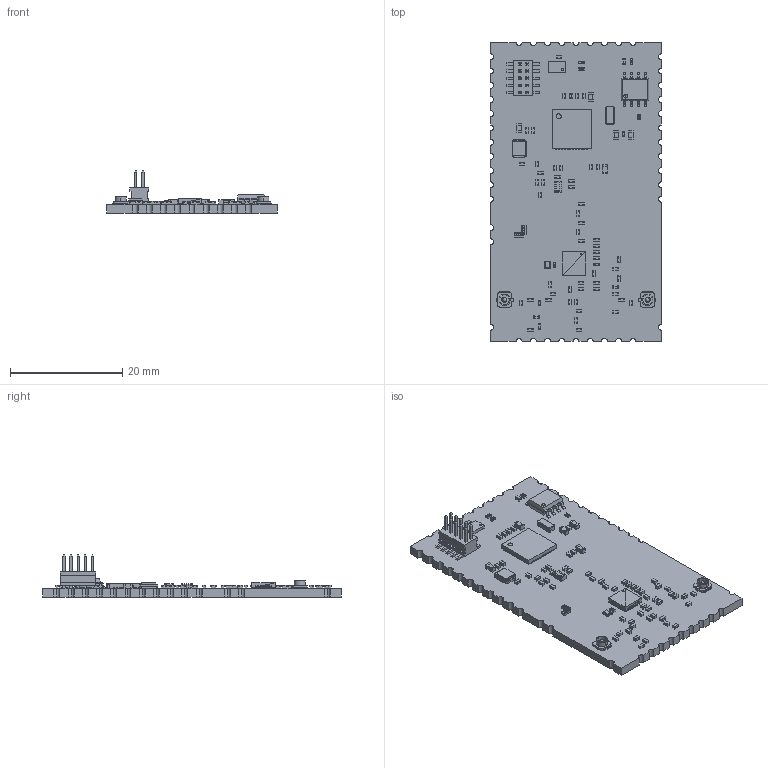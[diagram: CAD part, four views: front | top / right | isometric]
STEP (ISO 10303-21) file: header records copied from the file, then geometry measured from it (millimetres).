
FILE_DESCRIPTION(('Open CASCADE Model'),'2;1');
FILE_NAME('Open CASCADE Shape Model','2021-09-28T08:16:22',('Author'),( 'Open CASCADE'),'Open CASCADE STEP processor 6.8','Open CASCADE 6.8' ,'Unknown');
FILE_SCHEMA(('AUTOMOTIVE_DESIGN { 1 0 10303 214 1 1 1 1 }'));
Length unit declared in the file: millimetre
Products named in the file (118): PCB; Board; Open CASCADE STEP translator 6.8 4.1.1; Open CASCADE STEP translator 6.8 4.1.1.1; C17; 0402_cap; L4; FER_0402; L18; C47; R7; 0402_resistor; FLT1; User_Library-QCS5P-1; L9; L8; C32; C31; C30; L17; L16; L15; C46; C45; U4; RGE24_2P7X2P7; Y1; User_Library-FX135A-327; J1; FTSH-105-01-L-DV; _FTSH-105-01-L-DV_body; _FTSH-105-01-L-DV_pins1; _FTSH-105-01-L-DV_pins2; R6; 0603_resistor; R5; FB3; FER_0603; C29; C23 ...
Assembly tree (238 placements, depth 5):
  PCB
    Board
      Open CASCADE STEP translator 6.8 4.1.1
        Open CASCADE STEP translator 6.8 4.1.1.1
    C17
      0402_cap
    L4
      FER_0402
    L18
      FER_0402
    C47
      0402_cap
    R7
      0402_resistor
    FLT1
      User_Library-QCS5P-1
    L9
      FER_0402
    L8
      FER_0402
    C32
      0402_cap
    C31
      0402_cap
    C30
      0402_cap
    L17
      FER_0402
    L16
      FER_0402
    L15
      FER_0402
    C46
      0402_cap
    C45
      0402_cap
    U4
      RGE24_2P7X2P7
    Y1
      User_Library-FX135A-327
    J1
      FTSH-105-01-L-DV
        _FTSH-105-01-L-DV_body
        _FTSH-105-01-L-DV_pins1
        _FTSH-105-01-L-DV_pins2
    R6
      0603_resistor
    R5
      0603_resistor
    FB3
      FER_0603
    C29
      0402_cap
    C23
      0402_cap
    C22
      0402_cap
    C19
      0402_cap
    Y2
Bounding box: 30.48 x 53.34 x 7.56 mm (x, y, z)
Volume: 2758 mm3; surface area: 4663.9 mm2
Topology: 157 solids, 791 shells, 6361 faces, 15100 edges, 8694 vertices
Faces by surface type: plane 3359, cylinder 1914, sphere 730, bspline 330, torus 28
Full cylindrical faces by diameter (mm): 0.2 x106, 0.388 x1, 0.875 x1
Entity records: 78187 total; most frequent: CARTESIAN_POINT 13025, DIRECTION 10688, ORIENTED_EDGE 9040, EDGE_CURVE 5469, LINE 4558, VECTOR 4558, VERTEX_POINT 4168, AXIS2_PLACEMENT_3D 3065
